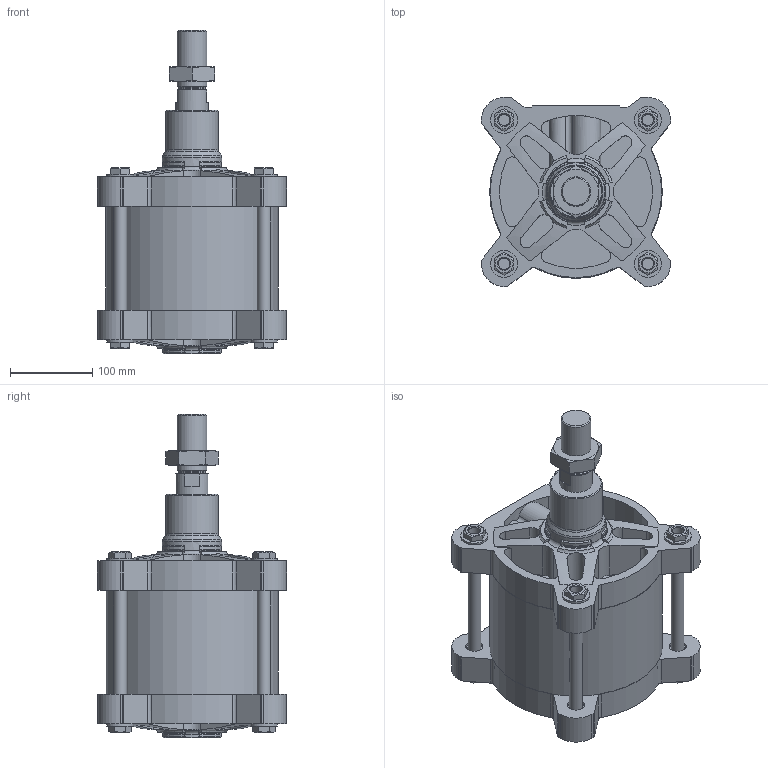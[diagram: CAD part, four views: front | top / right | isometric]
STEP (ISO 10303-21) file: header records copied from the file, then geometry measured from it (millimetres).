
FILE_DESCRIPTION(/* description */ ('STEP AP214'),/* implementation_level */ '2;1');
FILE_NAME(/* name */ '2390140_DSBG-200-40-PPVA-N3',/* time_stamp */ '2024-08-21T13:14:32+02:00',/* author */ ('License CC BY-ND 4.0'),/* organization */ ('CADENAS'),/* preprocessor_version */ 'ST-DEVELOPER v19.3',/* originating_system */ 'PARTsolutions',/* authorisation */ ' ');
FILE_SCHEMA (('AUTOMOTIVE_DESIGN {1 0 10303 214 3 1 1}'));
Length unit declared in the file: millimetre
Products named in the file (4): 2390140 DSBG-200-40-PPVA-N3---(0); 2344936 DSBG--200-40-PPVA000_(Z_0); 2344936 DSBG-200-40_(K); DIN-439-B - M36x2(F)
Assembly tree (3 placements, depth 2):
  2390140 DSBG-200-40-PPVA-N3---(0)
    2344936 DSBG--200-40-PPVA000_(Z_0)
    2344936 DSBG-200-40_(K)
    DIN-439-B - M36x2(F)
Bounding box: 230 x 230 x 393 mm (x, y, z)
Volume: 6032921.1 mm3; surface area: 695402.5 mm2
Topology: 3 solids, 3 shells, 541 faces, 1397 edges, 906 vertices
Faces by surface type: plane 262, cylinder 163, cone 72, torus 44
Full cylindrical faces by diameter (mm): 4.459 x2, 12 x2, 12.8 x2, 13.835 x8, 16 x4, 21 x8, 24.117 x2, 33 x8, 33.3 x1, 33.835 x1, 36 x1, 40 x2, 64 x1, 72 x1, 200 x2, 210 x1
Entity records: 16535 total; most frequent: CARTESIAN_POINT 3583, DIRECTION 2744, ORIENTED_EDGE 2534, EDGE_CURVE 1267, AXIS2_PLACEMENT_3D 1094, VERTEX_POINT 888, EDGE_LOOP 709, FACE_BOUND 709
